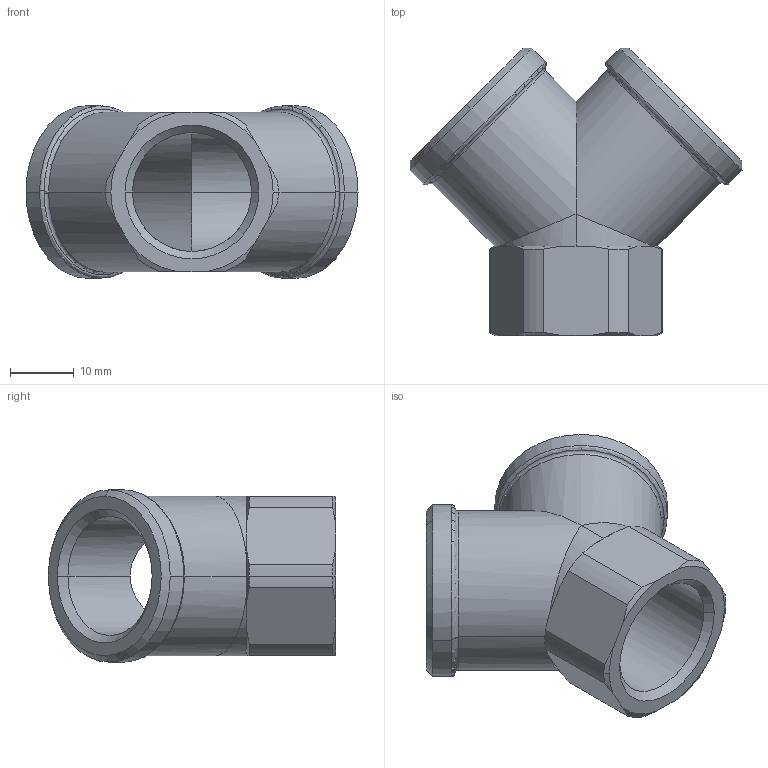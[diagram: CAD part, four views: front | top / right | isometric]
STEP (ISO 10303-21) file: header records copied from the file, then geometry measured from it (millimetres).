
FILE_DESCRIPTION(('STEP AP214'),'1');
FILE_NAME('0910_00_21.stp','2016-07-07T14:24:06',('TraceParts'),('TraceParts S.A.'),'Spatial InterOp 3D',' ',' ');
FILE_SCHEMA(('automotive_design'));
Length unit declared in the file: millimetre
Products named in the file (1): Solide1
Bounding box: 52 x 45 x 27 mm (x, y, z)
Volume: 13034.9 mm3; surface area: 8351.5 mm2
Topology: 1 solids, 1 shells, 75 faces, 202 edges, 128 vertices
Faces by surface type: cone 26, cylinder 26, plane 15, torus 8
Entity records: 3000 total; most frequent: CARTESIAN_POINT 454, DIRECTION 446, ORIENTED_EDGE 404, EDGE_CURVE 202, AXIS2_PLACEMENT_3D 192, VERTEX_POINT 128, CIRCLE 100, EDGE_LOOP 78
